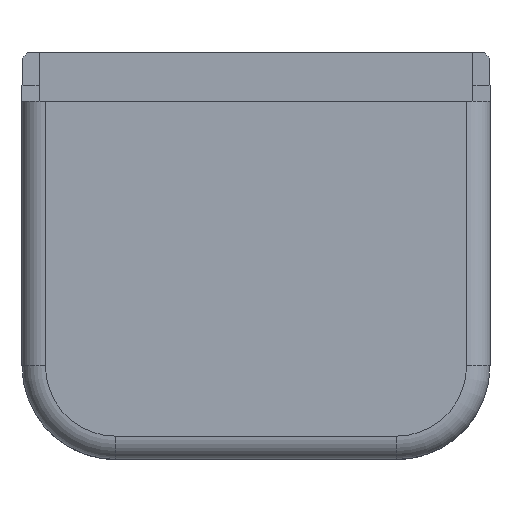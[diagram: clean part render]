
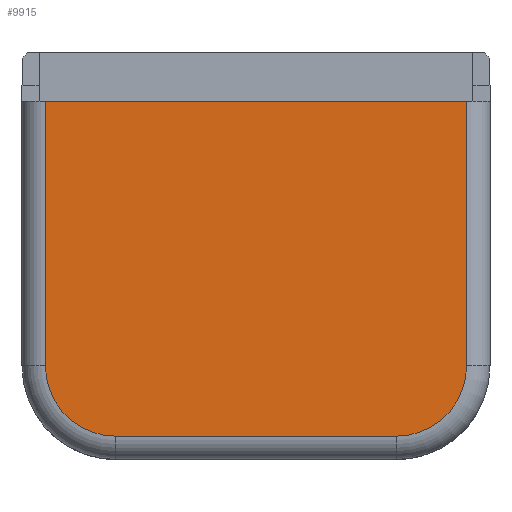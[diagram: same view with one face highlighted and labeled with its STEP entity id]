
A CAD part, front view. The second image highlights one B-rep face of the part: STEP entity #9915.
In plain terms, the highlighted planar face has unit normal (0, -1, 0).
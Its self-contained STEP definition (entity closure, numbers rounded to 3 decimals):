
#1148 = PLANE('',#1149);
#1149 = AXIS2_PLACEMENT_3D('',#1150,#1151,#1152);
#1150 = CARTESIAN_POINT('',(-22.5,-65.205,5.602));
#1151 = DIRECTION('',(0.,0.,1.));
#1152 = DIRECTION('',(0.,1.,0.));
#1176 = CYLINDRICAL_SURFACE('',#1177,2.);
#1177 = AXIS2_PLACEMENT_3D('',#1178,#1179,#1180);
#1178 = CARTESIAN_POINT('',(18.,-58.75,-17.));
#1179 = DIRECTION('',(0.,0.,1.));
#1180 = DIRECTION('',(1.,0.,0.));
#1775 = TOROIDAL_SURFACE('',#1776,6.,2.);
#1776 = AXIS2_PLACEMENT_3D('',#1777,#1778,#1779);
#1777 = CARTESIAN_POINT('',(12.,-58.75,-17.));
#1778 = DIRECTION('',(0.,-1.,0.));
#1779 = DIRECTION('',(0.,-0.,-1.));
#2607 = CYLINDRICAL_SURFACE('',#2608,2.);
#2608 = AXIS2_PLACEMENT_3D('',#2609,#2610,#2611);
#2609 = CARTESIAN_POINT('',(-18.,-58.75,12.));
#2610 = DIRECTION('',(-0.,-0.,-1.));
#2611 = DIRECTION('',(-1.,0.,0.));
#3007 = CYLINDRICAL_SURFACE('',#3008,2.);
#3008 = AXIS2_PLACEMENT_3D('',#3009,#3010,#3011);
#3009 = CARTESIAN_POINT('',(-12.,-58.75,-23.));
#3010 = DIRECTION('',(1.,0.,0.));
#3011 = DIRECTION('',(-0.,-0.,-1.));
#3242 = TOROIDAL_SURFACE('',#3243,6.,2.);
#3243 = AXIS2_PLACEMENT_3D('',#3244,#3245,#3246);
#3244 = CARTESIAN_POINT('',(-12.,-58.75,-17.));
#3245 = DIRECTION('',(0.,-1.,0.));
#3246 = DIRECTION('',(-1.,0.,0.));
#4944 = VERTEX_POINT('',#4945);
#4945 = CARTESIAN_POINT('',(18.,-60.75,-17.));
#4967 = EDGE_CURVE('',#4944,#4968,#4970,.T.);
#4968 = VERTEX_POINT('',#4969);
#4969 = CARTESIAN_POINT('',(18.,-60.75,5.602));
#4970 = SURFACE_CURVE('',#4971,(#4975,#4982),.PCURVE_S1.);
#4971 = LINE('',#4972,#4973);
#4972 = CARTESIAN_POINT('',(18.,-60.75,-17.));
#4973 = VECTOR('',#4974,1.);
#4974 = DIRECTION('',(0.,0.,1.));
#4975 = PCURVE('',#1176,#4976);
#4976 = DEFINITIONAL_REPRESENTATION('',(#4977),#4981);
#4977 = LINE('',#4978,#4979);
#4978 = CARTESIAN_POINT('',(-1.571,0.));
#4979 = VECTOR('',#4980,1.);
#4980 = DIRECTION('',(-0.,1.));
#4981 = ( GEOMETRIC_REPRESENTATION_CONTEXT(2) 
PARAMETRIC_REPRESENTATION_CONTEXT() REPRESENTATION_CONTEXT('2D SPACE',''
  ) );
#4982 = PCURVE('',#4983,#4988);
#4983 = PLANE('',#4984);
#4984 = AXIS2_PLACEMENT_3D('',#4985,#4986,#4987);
#4985 = CARTESIAN_POINT('',(0.,-60.75,-5.523));
#4986 = DIRECTION('',(-0.,-1.,-0.));
#4987 = DIRECTION('',(0.,0.,-1.));
#4988 = DEFINITIONAL_REPRESENTATION('',(#4989),#4993);
#4989 = LINE('',#4990,#4991);
#4990 = CARTESIAN_POINT('',(11.477,18.));
#4991 = VECTOR('',#4992,1.);
#4992 = DIRECTION('',(-1.,0.));
#4993 = ( GEOMETRIC_REPRESENTATION_CONTEXT(2) 
PARAMETRIC_REPRESENTATION_CONTEXT() REPRESENTATION_CONTEXT('2D SPACE',''
  ) );
#5045 = VERTEX_POINT('',#5046);
#5046 = CARTESIAN_POINT('',(-18.,-60.75,5.602));
#5072 = EDGE_CURVE('',#4968,#5045,#5073,.T.);
#5073 = SURFACE_CURVE('',#5074,(#5078,#5085),.PCURVE_S1.);
#5074 = LINE('',#5075,#5076);
#5075 = CARTESIAN_POINT('',(-11.25,-60.75,5.602));
#5076 = VECTOR('',#5077,1.);
#5077 = DIRECTION('',(-1.,0.,0.));
#5078 = PCURVE('',#1148,#5079);
#5079 = DEFINITIONAL_REPRESENTATION('',(#5080),#5084);
#5080 = LINE('',#5081,#5082);
#5081 = CARTESIAN_POINT('',(4.455,-11.25));
#5082 = VECTOR('',#5083,1.);
#5083 = DIRECTION('',(0.,1.));
#5084 = ( GEOMETRIC_REPRESENTATION_CONTEXT(2) 
PARAMETRIC_REPRESENTATION_CONTEXT() REPRESENTATION_CONTEXT('2D SPACE',''
  ) );
#5085 = PCURVE('',#4983,#5086);
#5086 = DEFINITIONAL_REPRESENTATION('',(#5087),#5091);
#5087 = LINE('',#5088,#5089);
#5088 = CARTESIAN_POINT('',(-11.125,-11.25));
#5089 = VECTOR('',#5090,1.);
#5090 = DIRECTION('',(0.,-1.));
#5091 = ( GEOMETRIC_REPRESENTATION_CONTEXT(2) 
PARAMETRIC_REPRESENTATION_CONTEXT() REPRESENTATION_CONTEXT('2D SPACE',''
  ) );
#6444 = VERTEX_POINT('',#6445);
#6445 = CARTESIAN_POINT('',(12.,-60.75,-23.));
#6469 = EDGE_CURVE('',#6444,#4944,#6470,.T.);
#6470 = SURFACE_CURVE('',#6471,(#6476,#6483),.PCURVE_S1.);
#6471 = CIRCLE('',#6472,6.);
#6472 = AXIS2_PLACEMENT_3D('',#6473,#6474,#6475);
#6473 = CARTESIAN_POINT('',(12.,-60.75,-17.));
#6474 = DIRECTION('',(0.,-1.,0.));
#6475 = DIRECTION('',(0.,-0.,-1.));
#6476 = PCURVE('',#1775,#6477);
#6477 = DEFINITIONAL_REPRESENTATION('',(#6478),#6482);
#6478 = LINE('',#6479,#6480);
#6479 = CARTESIAN_POINT('',(0.,1.571));
#6480 = VECTOR('',#6481,1.);
#6481 = DIRECTION('',(1.,0.));
#6482 = ( GEOMETRIC_REPRESENTATION_CONTEXT(2) 
PARAMETRIC_REPRESENTATION_CONTEXT() REPRESENTATION_CONTEXT('2D SPACE',''
  ) );
#6483 = PCURVE('',#4983,#6484);
#6484 = DEFINITIONAL_REPRESENTATION('',(#6485),#6489);
#6485 = CIRCLE('',#6486,6.);
#6486 = AXIS2_PLACEMENT_2D('',#6487,#6488);
#6487 = CARTESIAN_POINT('',(11.477,12.));
#6488 = DIRECTION('',(1.,0.));
#6489 = ( GEOMETRIC_REPRESENTATION_CONTEXT(2) 
PARAMETRIC_REPRESENTATION_CONTEXT() REPRESENTATION_CONTEXT('2D SPACE',''
  ) );
#7322 = EDGE_CURVE('',#5045,#7323,#7325,.T.);
#7323 = VERTEX_POINT('',#7324);
#7324 = CARTESIAN_POINT('',(-18.,-60.75,-17.));
#7325 = SURFACE_CURVE('',#7326,(#7330,#7337),.PCURVE_S1.);
#7326 = LINE('',#7327,#7328);
#7327 = CARTESIAN_POINT('',(-18.,-60.75,12.));
#7328 = VECTOR('',#7329,1.);
#7329 = DIRECTION('',(-0.,-0.,-1.));
#7330 = PCURVE('',#2607,#7331);
#7331 = DEFINITIONAL_REPRESENTATION('',(#7332),#7336);
#7332 = LINE('',#7333,#7334);
#7333 = CARTESIAN_POINT('',(-1.571,0.));
#7334 = VECTOR('',#7335,1.);
#7335 = DIRECTION('',(-0.,1.));
#7336 = ( GEOMETRIC_REPRESENTATION_CONTEXT(2) 
PARAMETRIC_REPRESENTATION_CONTEXT() REPRESENTATION_CONTEXT('2D SPACE',''
  ) );
#7337 = PCURVE('',#4983,#7338);
#7338 = DEFINITIONAL_REPRESENTATION('',(#7339),#7343);
#7339 = LINE('',#7340,#7341);
#7340 = CARTESIAN_POINT('',(-17.523,-18.));
#7341 = VECTOR('',#7342,1.);
#7342 = DIRECTION('',(1.,0.));
#7343 = ( GEOMETRIC_REPRESENTATION_CONTEXT(2) 
PARAMETRIC_REPRESENTATION_CONTEXT() REPRESENTATION_CONTEXT('2D SPACE',''
  ) );
#7929 = VERTEX_POINT('',#7930);
#7930 = CARTESIAN_POINT('',(-12.,-60.75,-23.));
#7952 = EDGE_CURVE('',#7929,#6444,#7953,.T.);
#7953 = SURFACE_CURVE('',#7954,(#7958,#7965),.PCURVE_S1.);
#7954 = LINE('',#7955,#7956);
#7955 = CARTESIAN_POINT('',(-12.,-60.75,-23.));
#7956 = VECTOR('',#7957,1.);
#7957 = DIRECTION('',(1.,0.,0.));
#7958 = PCURVE('',#3007,#7959);
#7959 = DEFINITIONAL_REPRESENTATION('',(#7960),#7964);
#7960 = LINE('',#7961,#7962);
#7961 = CARTESIAN_POINT('',(-1.571,0.));
#7962 = VECTOR('',#7963,1.);
#7963 = DIRECTION('',(-0.,1.));
#7964 = ( GEOMETRIC_REPRESENTATION_CONTEXT(2) 
PARAMETRIC_REPRESENTATION_CONTEXT() REPRESENTATION_CONTEXT('2D SPACE',''
  ) );
#7965 = PCURVE('',#4983,#7966);
#7966 = DEFINITIONAL_REPRESENTATION('',(#7967),#7971);
#7967 = LINE('',#7968,#7969);
#7968 = CARTESIAN_POINT('',(17.477,-12.));
#7969 = VECTOR('',#7970,1.);
#7970 = DIRECTION('',(0.,1.));
#7971 = ( GEOMETRIC_REPRESENTATION_CONTEXT(2) 
PARAMETRIC_REPRESENTATION_CONTEXT() REPRESENTATION_CONTEXT('2D SPACE',''
  ) );
#8182 = EDGE_CURVE('',#7323,#7929,#8183,.T.);
#8183 = SURFACE_CURVE('',#8184,(#8189,#8196),.PCURVE_S1.);
#8184 = CIRCLE('',#8185,6.);
#8185 = AXIS2_PLACEMENT_3D('',#8186,#8187,#8188);
#8186 = CARTESIAN_POINT('',(-12.,-60.75,-17.));
#8187 = DIRECTION('',(0.,-1.,0.));
#8188 = DIRECTION('',(-1.,0.,0.));
#8189 = PCURVE('',#3242,#8190);
#8190 = DEFINITIONAL_REPRESENTATION('',(#8191),#8195);
#8191 = LINE('',#8192,#8193);
#8192 = CARTESIAN_POINT('',(0.,1.571));
#8193 = VECTOR('',#8194,1.);
#8194 = DIRECTION('',(1.,0.));
#8195 = ( GEOMETRIC_REPRESENTATION_CONTEXT(2) 
PARAMETRIC_REPRESENTATION_CONTEXT() REPRESENTATION_CONTEXT('2D SPACE',''
  ) );
#8196 = PCURVE('',#4983,#8197);
#8197 = DEFINITIONAL_REPRESENTATION('',(#8198),#8202);
#8198 = CIRCLE('',#8199,6.);
#8199 = AXIS2_PLACEMENT_2D('',#8200,#8201);
#8200 = CARTESIAN_POINT('',(11.477,-12.));
#8201 = DIRECTION('',(0.,-1.));
#8202 = ( GEOMETRIC_REPRESENTATION_CONTEXT(2) 
PARAMETRIC_REPRESENTATION_CONTEXT() REPRESENTATION_CONTEXT('2D SPACE',''
  ) );
#9915 = ADVANCED_FACE('',(#9916),#4983,.T.);
#9916 = FACE_BOUND('',#9917,.T.);
#9917 = EDGE_LOOP('',(#9918,#9919,#9920,#9921,#9922,#9923));
#9918 = ORIENTED_EDGE('',*,*,#5072,.T.);
#9919 = ORIENTED_EDGE('',*,*,#7322,.T.);
#9920 = ORIENTED_EDGE('',*,*,#8182,.T.);
#9921 = ORIENTED_EDGE('',*,*,#7952,.T.);
#9922 = ORIENTED_EDGE('',*,*,#6469,.T.);
#9923 = ORIENTED_EDGE('',*,*,#4967,.T.);
